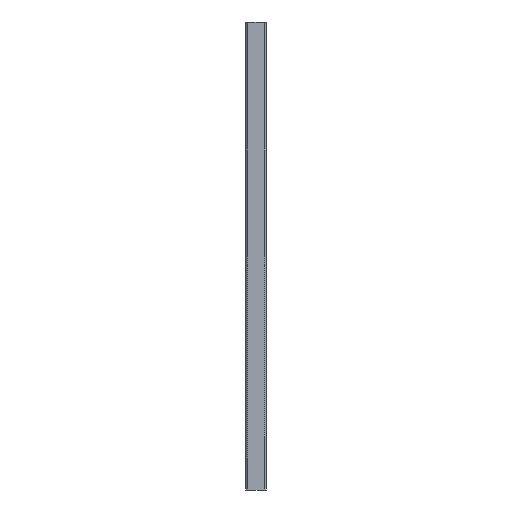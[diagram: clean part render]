
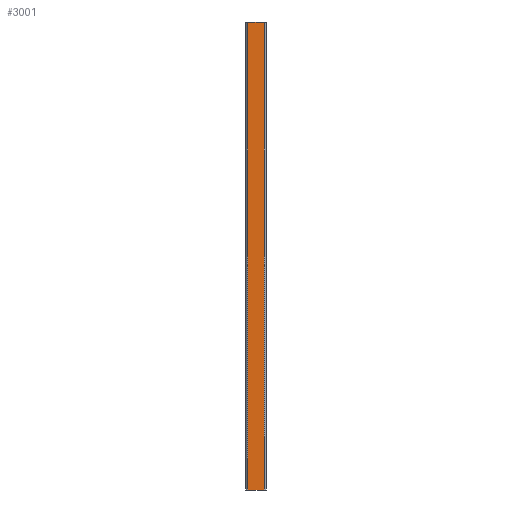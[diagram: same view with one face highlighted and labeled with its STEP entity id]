
A CAD part, left-side view. The second image highlights one B-rep face of the part: STEP entity #3001.
In plain terms, the highlighted planar face has unit normal (-1, 0, 0).
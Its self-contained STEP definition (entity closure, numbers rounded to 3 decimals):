
#49 = DIRECTION ( 'NONE',  ( 0., -1., 0. ) ) ;
#364 = VECTOR ( 'NONE', #787, 1000. ) ;
#592 = DIRECTION ( 'NONE',  ( 0., 1., 0. ) ) ;
#748 = FACE_OUTER_BOUND ( 'NONE', #10479, .T. ) ;
#787 = DIRECTION ( 'NONE',  ( 0., -1., 0. ) ) ;
#1478 = VECTOR ( 'NONE', #7600, 1000. ) ;
#1581 = PLANE ( 'NONE',  #7609 ) ;
#1636 = EDGE_CURVE ( 'NONE', #5043, #10714, #4567, .T. ) ;
#3001 = ADVANCED_FACE ( 'NONE', ( #748 ), #1581, .F. ) ;
#4567 = LINE ( 'NONE', #5238, #5230 ) ;
#4884 = VERTEX_POINT ( 'NONE', #11318 ) ;
#5043 = VERTEX_POINT ( 'NONE', #11118 ) ;
#5230 = VECTOR ( 'NONE', #49, 1000. ) ;
#5238 = CARTESIAN_POINT ( 'NONE',  ( -80., -0.5, 350. ) ) ;
#5394 = VERTEX_POINT ( 'NONE', #12958 ) ;
#5403 = ORIENTED_EDGE ( 'NONE', *, *, #6351, .F. ) ;
#5794 = CARTESIAN_POINT ( 'NONE',  ( -80., -0.5, 350. ) ) ;
#5938 = LINE ( 'NONE', #5961, #364 ) ;
#5961 = CARTESIAN_POINT ( 'NONE',  ( -80., -0.5, -350. ) ) ;
#6351 = EDGE_CURVE ( 'NONE', #10714, #5394, #10081, .T. ) ;
#6741 = VECTOR ( 'NONE', #7103, 1000. ) ;
#6836 = DIRECTION ( 'NONE',  ( 1., 0., 0. ) ) ;
#7103 = DIRECTION ( 'NONE',  ( 0., 0., -1. ) ) ;
#7439 = ORIENTED_EDGE ( 'NONE', *, *, #10037, .T. ) ;
#7600 = DIRECTION ( 'NONE',  ( 0., 0., -1. ) ) ;
#7609 = AXIS2_PLACEMENT_3D ( 'NONE', #5794, #6836, #592 ) ;
#8269 = CARTESIAN_POINT ( 'NONE',  ( -80., -24.5, 350. ) ) ;
#9147 = LINE ( 'NONE', #13251, #6741 ) ;
#9622 = CARTESIAN_POINT ( 'NONE',  ( -80., -24.5, 350. ) ) ;
#10037 = EDGE_CURVE ( 'NONE', #4884, #5394, #5938, .T. ) ;
#10081 = LINE ( 'NONE', #9622, #1478 ) ;
#10201 = EDGE_CURVE ( 'NONE', #5043, #4884, #9147, .T. ) ;
#10479 = EDGE_LOOP ( 'NONE', ( #7439, #5403, #11821, #12158 ) ) ;
#10714 = VERTEX_POINT ( 'NONE', #8269 ) ;
#11118 = CARTESIAN_POINT ( 'NONE',  ( -80., -0.5, 350. ) ) ;
#11318 = CARTESIAN_POINT ( 'NONE',  ( -80., -0.5, -350. ) ) ;
#11821 = ORIENTED_EDGE ( 'NONE', *, *, #1636, .F. ) ;
#12158 = ORIENTED_EDGE ( 'NONE', *, *, #10201, .T. ) ;
#12958 = CARTESIAN_POINT ( 'NONE',  ( -80., -24.5, -350. ) ) ;
#13251 = CARTESIAN_POINT ( 'NONE',  ( -80., -0.5, 350. ) ) ;
